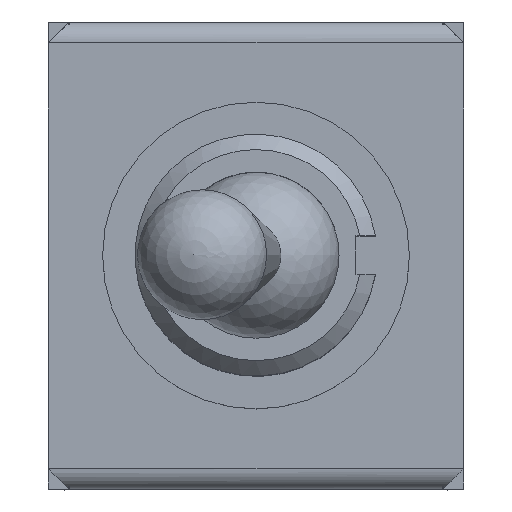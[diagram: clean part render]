
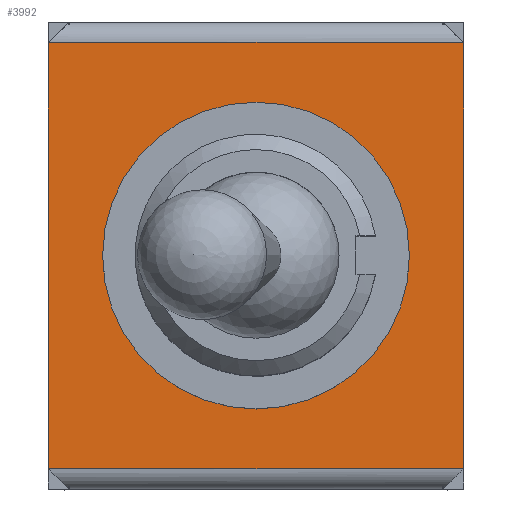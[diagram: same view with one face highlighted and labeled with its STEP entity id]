
A CAD part, top view. The second image highlights one B-rep face of the part: STEP entity #3992.
In plain terms, the highlighted planar face has unit normal (0, 0, 1).
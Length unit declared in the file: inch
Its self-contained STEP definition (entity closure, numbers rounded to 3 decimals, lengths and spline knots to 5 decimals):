
#163=FACE_BOUND('',#661,.T.);
#228=PLANE('',#4269);
#429=FACE_OUTER_BOUND('',#660,.T.);
#660=EDGE_LOOP('',(#3262,#3263,#3264,#3265,#3266,#3267,#3268,#3269));
#661=EDGE_LOOP('',(#3270));
#937=LINE('',#7291,#1359);
#941=LINE('',#7300,#1363);
#968=LINE('',#7359,#1390);
#970=LINE('',#7365,#1392);
#973=LINE('',#7370,#1395);
#974=LINE('',#7372,#1396);
#975=LINE('',#7374,#1397);
#976=LINE('',#7375,#1398);
#1359=VECTOR('',#4838,0.3937);
#1363=VECTOR('',#4846,0.3937);
#1390=VECTOR('',#4885,0.3937);
#1392=VECTOR('',#4891,0.3937);
#1395=VECTOR('',#4896,0.3937);
#1396=VECTOR('',#4897,0.3937);
#1397=VECTOR('',#4898,0.3937);
#1398=VECTOR('',#4899,0.3937);
#1630=CIRCLE('',#4143,0.11811);
#1702=VERTEX_POINT('',#5450);
#1894=VERTEX_POINT('',#7288);
#1895=VERTEX_POINT('',#7290);
#1898=VERTEX_POINT('',#7298);
#1923=VERTEX_POINT('',#7356);
#1924=VERTEX_POINT('',#7358);
#1926=VERTEX_POINT('',#7364);
#1928=VERTEX_POINT('',#7371);
#1929=VERTEX_POINT('',#7373);
#2097=EDGE_CURVE('',#1702,#1702,#1630,.T.);
#2371=EDGE_CURVE('',#1894,#1895,#937,.T.);
#2376=EDGE_CURVE('',#1898,#1894,#941,.T.);
#2406=EDGE_CURVE('',#1923,#1924,#968,.T.);
#2409=EDGE_CURVE('',#1924,#1926,#970,.T.);
#2412=EDGE_CURVE('',#1926,#1898,#973,.T.);
#2413=EDGE_CURVE('',#1928,#1923,#974,.T.);
#2414=EDGE_CURVE('',#1929,#1928,#975,.T.);
#2415=EDGE_CURVE('',#1895,#1929,#976,.T.);
#3262=ORIENTED_EDGE('',*,*,#2371,.F.);
#3263=ORIENTED_EDGE('',*,*,#2376,.F.);
#3264=ORIENTED_EDGE('',*,*,#2412,.F.);
#3265=ORIENTED_EDGE('',*,*,#2409,.F.);
#3266=ORIENTED_EDGE('',*,*,#2406,.F.);
#3267=ORIENTED_EDGE('',*,*,#2413,.F.);
#3268=ORIENTED_EDGE('',*,*,#2414,.F.);
#3269=ORIENTED_EDGE('',*,*,#2415,.F.);
#3270=ORIENTED_EDGE('',*,*,#2097,.T.);
#3992=ADVANCED_FACE('',(#429,#163),#228,.T.);
#4143=AXIS2_PLACEMENT_3D('',#5452,#4460,#4461);
#4269=AXIS2_PLACEMENT_3D('',#7369,#4894,#4895);
#4460=DIRECTION('center_axis',(0.,0.,
-1.));
#4461=DIRECTION('ref_axis',(-1.,0.,0.));
#4838=DIRECTION('',(1.,0.,0.));
#4846=DIRECTION('',(0.707,0.707,0.));
#4885=DIRECTION('',(-1.,0.,0.));
#4891=DIRECTION('',(-0.707,0.707,0.));
#4894=DIRECTION('center_axis',(0.,0.,
1.));
#4895=DIRECTION('ref_axis',(1.,0.,0.));
#4896=DIRECTION('',(0.,1.,0.));
#4897=DIRECTION('',(-0.707,-0.707,0.));
#4898=DIRECTION('',(0.,-1.,0.));
#4899=DIRECTION('',(0.707,-0.707,0.));
#5450=CARTESIAN_POINT('',(0.11811,0.,0.28858));
#5452=CARTESIAN_POINT('Origin',(0.,0.,
0.28858));
#7288=CARTESIAN_POINT('',(-0.15965,0.16417,0.28858));
#7290=CARTESIAN_POINT('',(0.15965,0.16417,0.28858));
#7291=CARTESIAN_POINT('',(-0.08002,0.16417,0.28858));
#7298=CARTESIAN_POINT('',(-0.16004,0.16378,0.28858));
#7300=CARTESIAN_POINT('',(-0.15694,0.16688,0.28858));
#7356=CARTESIAN_POINT('',(0.15965,-0.16417,0.28858));
#7358=CARTESIAN_POINT('',(-0.15965,-0.16417,0.28858));
#7359=CARTESIAN_POINT('',(0.08002,-0.16417,0.28858));
#7364=CARTESIAN_POINT('',(-0.16004,-0.16378,0.28858));
#7365=CARTESIAN_POINT('',(-0.15694,-0.16688,0.28858));
#7369=CARTESIAN_POINT('Origin',(0.,0.,
0.28858));
#7370=CARTESIAN_POINT('',(-0.16004,-0.17992,0.28858));
#7371=CARTESIAN_POINT('',(0.16004,-0.16378,0.28858));
#7372=CARTESIAN_POINT('',(0.15694,-0.16688,0.28858));
#7373=CARTESIAN_POINT('',(0.16004,0.16378,0.28858));
#7374=CARTESIAN_POINT('',(0.16004,0.17992,0.28858));
#7375=CARTESIAN_POINT('',(0.15694,0.16688,0.28858));
